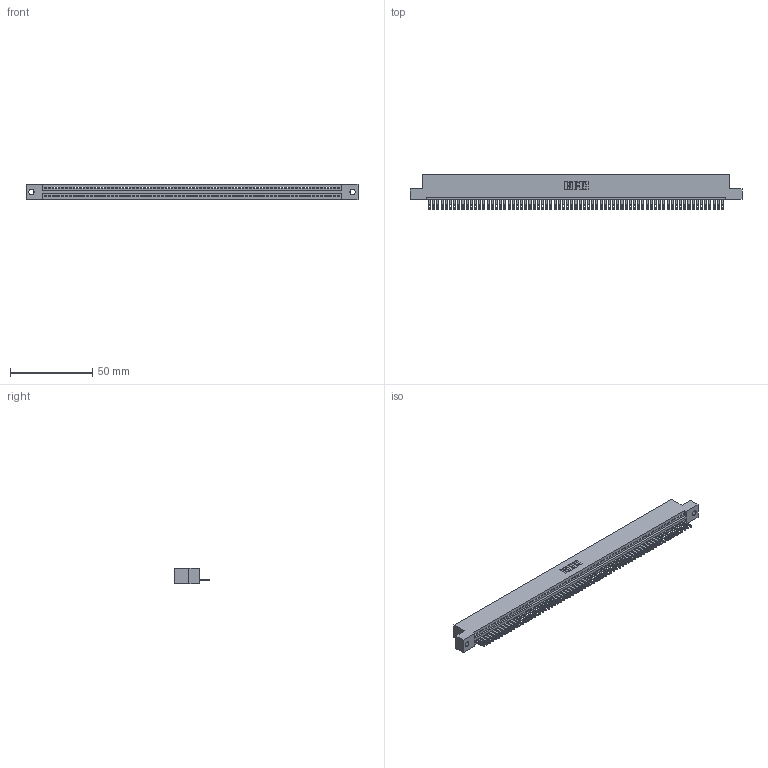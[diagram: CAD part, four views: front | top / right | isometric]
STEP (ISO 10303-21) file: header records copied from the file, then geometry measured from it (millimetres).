
FILE_DESCRIPTION (( 'STEP AP203' ), '1' );
FILE_NAME ('345-071-500-102.STEP', '2018-10-01T11:33:27', ( '' ), ( '' ), 'SwSTEP 2.0', 'SolidWorks 2016', '' );
FILE_SCHEMA (( 'CONFIG_CONTROL_DESIGN' ));
Length unit declared in the file: inch
Products named in the file (3): 345-071-500-102; 345 Part_Flush Mounting Lugs - 0.128 Dia; 345-292-001_345-293-100
Assembly tree (72 placements, depth 2):
  345-071-500-102
    345 Part_Flush Mounting Lugs - 0.128 Dia
    345-292-001_345-293-100  x71
Bounding box: 201.55 x 21.51 x 9.4 mm (x, y, z)
Volume: 19388.1 mm3; surface area: 26047.2 mm2
Topology: 72 solids, 72 shells, 3960 faces, 12269 edges, 8178 vertices
Faces by surface type: plane 2494, cylinder 1466
Entity records: 49465 total; most frequent: ORIENTED_EDGE 8578, CARTESIAN_POINT 8573, DIRECTION 7447, EDGE_CURVE 4289, VECTOR 3869, LINE 3869, VERTEX_POINT 2858, AXIS2_PLACEMENT_3D 1789
